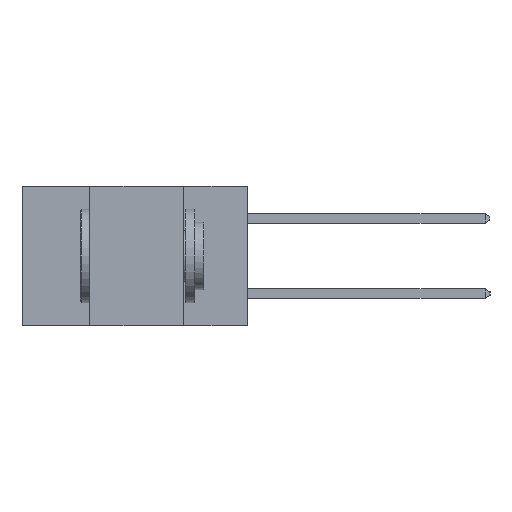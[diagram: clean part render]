
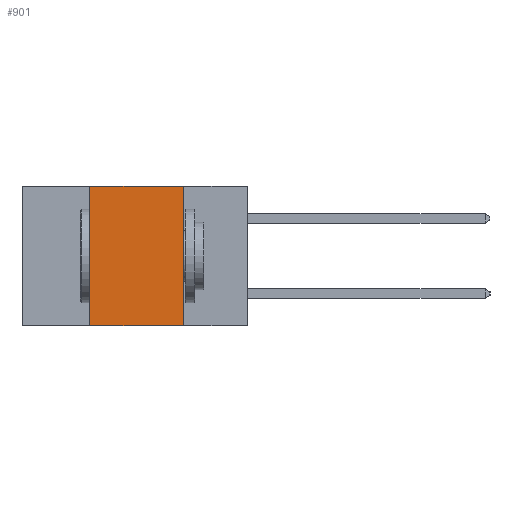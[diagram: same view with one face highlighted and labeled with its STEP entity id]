
A CAD part, left-side view. The second image highlights one B-rep face of the part: STEP entity #901.
In plain terms, the highlighted planar face has unit normal (-1, 0, 0).
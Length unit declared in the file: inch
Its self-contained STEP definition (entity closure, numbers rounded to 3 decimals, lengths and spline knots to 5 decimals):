
#143 = VERTEX_POINT ( 'NONE', #9422 ) ;
#170 = VECTOR ( 'NONE', #7386, 39.37008 ) ;
#337 = VERTEX_POINT ( 'NONE', #4952 ) ;
#672 = VECTOR ( 'NONE', #7799, 39.37008 ) ;
#813 = DIRECTION ( 'NONE',  ( 1., 0., 0. ) ) ;
#901 = ADVANCED_FACE ( 'NONE', ( #10144 ), #5600, .F. ) ;
#1274 = CARTESIAN_POINT ( 'NONE',  ( 0., 0.17, -0.37 ) ) ;
#2223 = AXIS2_PLACEMENT_3D ( 'NONE', #5891, #813, #5400 ) ;
#2281 = LINE ( 'NONE', #6488, #170 ) ;
#2431 = ORIENTED_EDGE ( 'NONE', *, *, #4259, .F. ) ;
#3671 = VERTEX_POINT ( 'NONE', #1274 ) ;
#3918 = CARTESIAN_POINT ( 'NONE',  ( 0., 0.6, -0.37 ) ) ;
#4259 = EDGE_CURVE ( 'NONE', #10665, #3671, #8107, .T. ) ;
#4952 = CARTESIAN_POINT ( 'NONE',  ( 0., 0.42, 0. ) ) ;
#5400 = DIRECTION ( 'NONE',  ( 0., 0., -1. ) ) ;
#5600 = PLANE ( 'NONE',  #2223 ) ;
#5891 = CARTESIAN_POINT ( 'NONE',  ( 0., 0.6, 0. ) ) ;
#6078 = ORIENTED_EDGE ( 'NONE', *, *, #10389, .F. ) ;
#6488 = CARTESIAN_POINT ( 'NONE',  ( 0., 0.42, -0.37 ) ) ;
#7386 = DIRECTION ( 'NONE',  ( 0., 0., 1. ) ) ;
#7498 = ORIENTED_EDGE ( 'NONE', *, *, #9223, .T. ) ;
#7799 = DIRECTION ( 'NONE',  ( 0., 0., -1. ) ) ;
#7952 = CARTESIAN_POINT ( 'NONE',  ( 0., 0.17, -0.37 ) ) ;
#8107 = LINE ( 'NONE', #7952, #672 ) ;
#8328 = EDGE_LOOP ( 'NONE', ( #2431, #6078, #9829, #7498 ) ) ;
#8434 = CARTESIAN_POINT ( 'NONE',  ( 0., 0.17, 0. ) ) ;
#8451 = LINE ( 'NONE', #9838, #10942 ) ;
#8895 = LINE ( 'NONE', #3918, #11089 ) ;
#9223 = EDGE_CURVE ( 'NONE', #143, #3671, #8895, .T. ) ;
#9289 = DIRECTION ( 'NONE',  ( 0., -1., 0. ) ) ;
#9422 = CARTESIAN_POINT ( 'NONE',  ( 0., 0.42, -0.37 ) ) ;
#9829 = ORIENTED_EDGE ( 'NONE', *, *, #10541, .F. ) ;
#9838 = CARTESIAN_POINT ( 'NONE',  ( 0., 0.6, 0. ) ) ;
#10144 = FACE_OUTER_BOUND ( 'NONE', #8328, .T. ) ;
#10389 = EDGE_CURVE ( 'NONE', #337, #10665, #8451, .T. ) ;
#10541 = EDGE_CURVE ( 'NONE', #143, #337, #2281, .T. ) ;
#10665 = VERTEX_POINT ( 'NONE', #8434 ) ;
#10942 = VECTOR ( 'NONE', #11396, 39.37008 ) ;
#11089 = VECTOR ( 'NONE', #9289, 39.37008 ) ;
#11396 = DIRECTION ( 'NONE',  ( 0., -1., 0. ) ) ;
